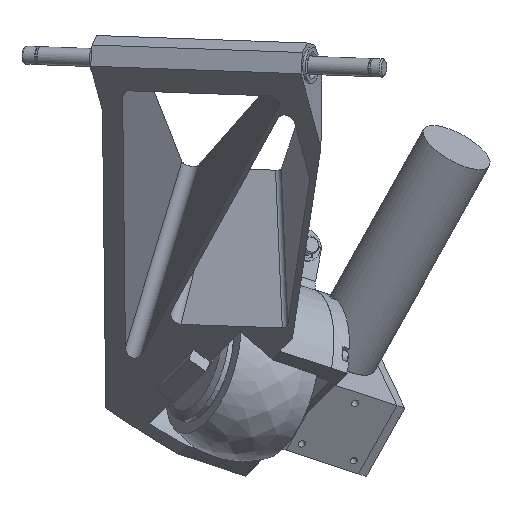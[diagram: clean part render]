
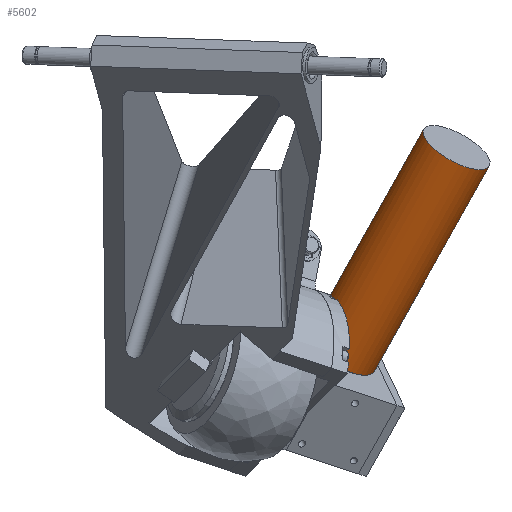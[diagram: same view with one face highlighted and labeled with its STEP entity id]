
A CAD part, isometric view. The second image highlights one B-rep face of the part: STEP entity #5602.
In plain terms, the highlighted cylindrical face has radius 12.475 mm (diameter 24.95 mm), a full revolution.
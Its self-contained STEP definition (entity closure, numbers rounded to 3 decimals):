
#5571=CARTESIAN_POINT('',(12.475,90.0,0.0));
#5572=VERTEX_POINT('',#5571);
#5573=CARTESIAN_POINT('',(0.0,90.0,0.0));
#5574=DIRECTION('',(0.0,-1.0,0.0));
#5575=DIRECTION('',(1.0,0.0,0.0));
#5576=AXIS2_PLACEMENT_3D('',#5573,#5574,#5575);
#5577=CIRCLE('',#5576,12.475);
#5578=EDGE_CURVE('',#5572,#5572,#5577,.T.);
#5583=CARTESIAN_POINT('',(0.0,48.0,0.0));
#5584=DIRECTION('',(0.0,-1.0,0.0));
#5585=DIRECTION('',(1.0,0.0,0.0));
#5586=AXIS2_PLACEMENT_3D('',#5583,#5584,#5585);
#5587=CYLINDRICAL_SURFACE('',#5586,12.475);
#5588=CARTESIAN_POINT('',(12.475,6.,0.0));
#5589=VERTEX_POINT('',#5588);
#5590=CARTESIAN_POINT('',(0.0,6.,0.0));
#5591=DIRECTION('',(0.0,-1.0,0.0));
#5592=DIRECTION('',(1.0,0.0,0.0));
#5593=AXIS2_PLACEMENT_3D('',#5590,#5591,#5592);
#5594=CIRCLE('',#5593,12.475);
#5595=EDGE_CURVE('',#5589,#5589,#5594,.T.);
#5596=ORIENTED_EDGE('',*,*,#5595,.F.);
#5597=EDGE_LOOP('',(#5596));
#5598=FACE_OUTER_BOUND('',#5597,.T.);
#5599=ORIENTED_EDGE('',*,*,#5578,.T.);
#5600=EDGE_LOOP('',(#5599));
#5601=FACE_BOUND('',#5600,.T.);
#5602=ADVANCED_FACE('',(#5598,#5601),#5587,.T.);
